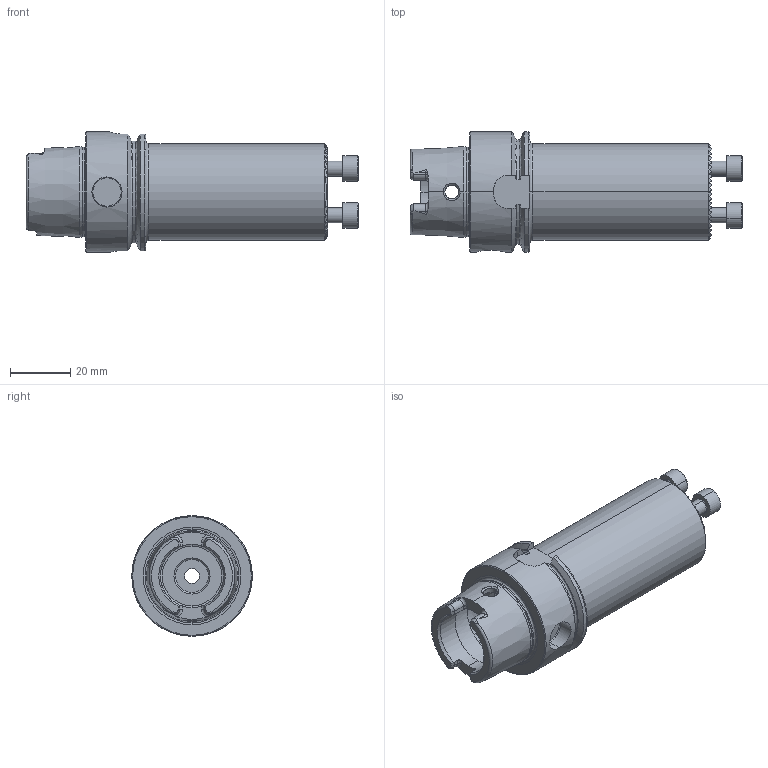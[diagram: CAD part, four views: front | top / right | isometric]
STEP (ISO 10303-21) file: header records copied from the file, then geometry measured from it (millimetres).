
FILE_DESCRIPTION (( 'STEP AP214' ), '1' );
FILE_NAME ('HA4.WK2.032.115.STEP', '2020-09-16T12:43:59', ( '' ), ( '' ), 'SwSTEP 2.0', 'SolidWorks 2017', '' );
FILE_SCHEMA (( 'AUTOMOTIVE_DESIGN' ));
Length unit declared in the file: millimetre
Products named in the file (4): HA4.WK2.032.115; HA4-WK2.032.115_A; DIN 3771 - 6x1; ISO 4762 - M5 x 14
Assembly tree (5 placements, depth 2):
  HA4.WK2.032.115
    HA4-WK2.032.115_A
    ISO 4762 - M5 x 14  x3
    DIN 3771 - 6x1
Bounding box: 110.3 x 40 x 40 mm (x, y, z)
Volume: 71767.4 mm3; surface area: 19112.9 mm2
Topology: 5 solids, 5 shells, 450 faces, 1206 edges, 758 vertices
Faces by surface type: plane 223, cylinder 114, cone 60, torus 49, bspline 4
Entity records: 16002 total; most frequent: CARTESIAN_POINT 5069, ORIENTED_EDGE 2160, DIRECTION 1795, EDGE_CURVE 1080, AXIS2_PLACEMENT_3D 708, VERTEX_POINT 692, EDGE_LOOP 406, ADVANCED_FACE 396
